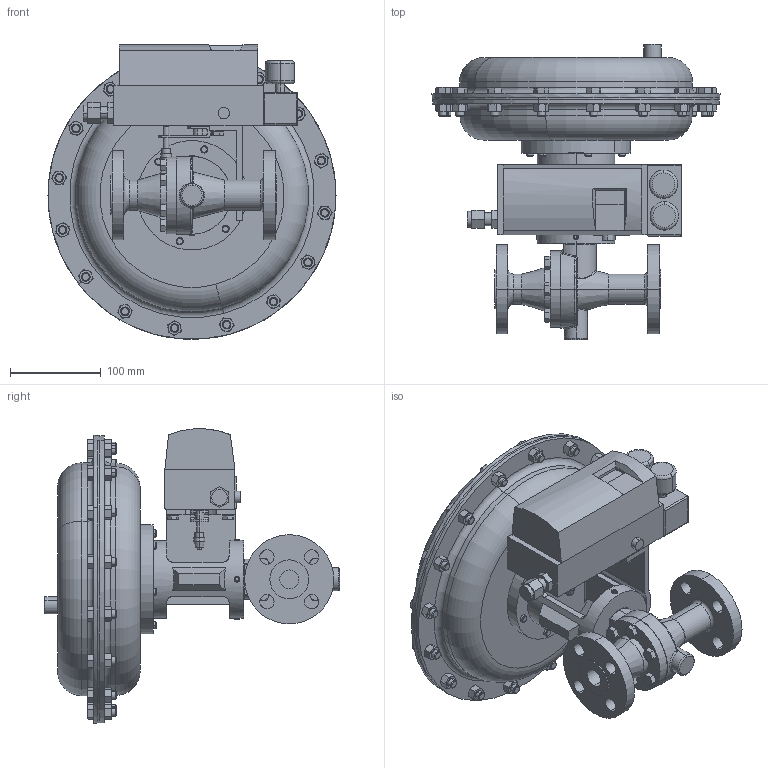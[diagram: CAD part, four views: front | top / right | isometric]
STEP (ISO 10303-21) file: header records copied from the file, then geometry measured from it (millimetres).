
FILE_DESCRIPTION (( 'STEP AP203' ), '1' );
FILE_NAME ('70SP-075-CS+S6-I5-55M-16IQ.STEP', '2017-09-11T14:55:53', ( '' ), ( '' ), 'SwSTEP 2.0', 'SolidWorks 2014', '' );
FILE_SCHEMA (( 'CONFIG_CONTROL_DESIGN' ));
Length unit declared in the file: inch
Products named in the file (1): 70SP-075-CS+S6-I5-55M-16IQ
Bounding box: 317.5 x 325.25 x 324.83 mm (x, y, z)
Volume: 7021346.2 mm3; surface area: 448248.1 mm2
Topology: 1 solids, 1 shells, 1105 faces, 2530 edges, 1523 vertices
Faces by surface type: plane 461, cone 394, cylinder 195, torus 36, bspline 13, sphere 6
Entity records: 34976 total; most frequent: CARTESIAN_POINT 11054, ORIENTED_EDGE 5052, DIRECTION 4764, EDGE_CURVE 2526, AXIS2_PLACEMENT_3D 1917, VERTEX_POINT 1523, EDGE_LOOP 1225, FACE_OUTER_BOUND 1105
